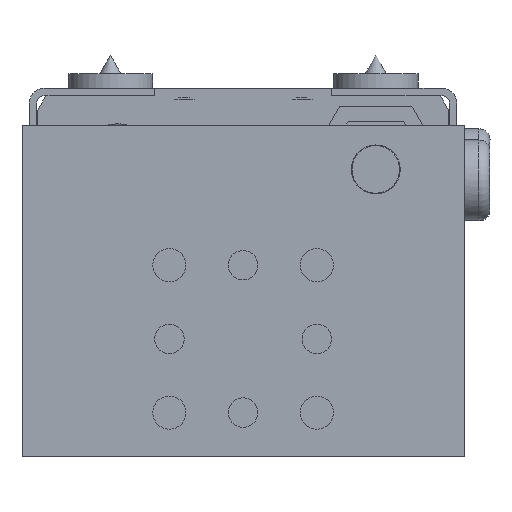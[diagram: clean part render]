
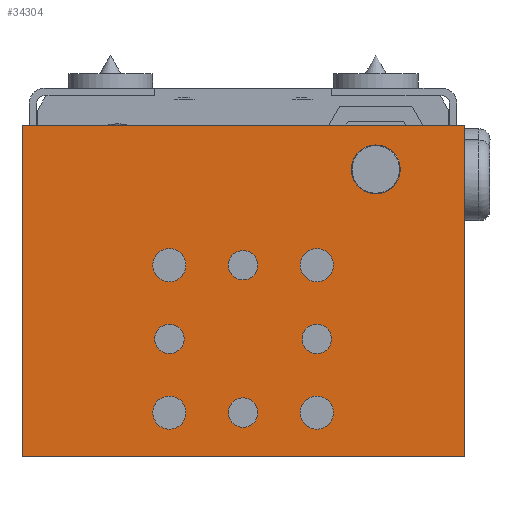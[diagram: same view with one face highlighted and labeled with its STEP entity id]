
A CAD part, left-side view. The second image highlights one B-rep face of the part: STEP entity #34304.
In plain terms, the highlighted face is planar.
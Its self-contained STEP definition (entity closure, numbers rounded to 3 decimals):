
#33787=CARTESIAN_POINT('',(140.,2.,25.));
#33788=VERTEX_POINT('',#33787);
#33789=CARTESIAN_POINT('',(140.,0.,25.));
#33790=DIRECTION('',(-1.0,0.0,0.0));
#33791=DIRECTION('',(0.0,-1.0,0.0));
#33792=AXIS2_PLACEMENT_3D('',#33789,#33790,#33791);
#33793=CIRCLE('',#33792,2.0);
#33794=EDGE_CURVE('',#33788,#33788,#33793,.T.);
#33807=CARTESIAN_POINT('',(140.,12.,15.));
#33808=VERTEX_POINT('',#33807);
#33809=CARTESIAN_POINT('',(140.,10.,15.));
#33810=DIRECTION('',(-1.0,0.0,0.0));
#33811=DIRECTION('',(0.0,-1.0,0.0));
#33812=AXIS2_PLACEMENT_3D('',#33809,#33810,#33811);
#33813=CIRCLE('',#33812,2.0);
#33814=EDGE_CURVE('',#33808,#33808,#33813,.T.);
#33827=CARTESIAN_POINT('',(140.,-8.,15.));
#33828=VERTEX_POINT('',#33827);
#33829=CARTESIAN_POINT('',(140.,-10.,15.));
#33830=DIRECTION('',(-1.0,0.0,0.0));
#33831=DIRECTION('',(0.0,-1.0,0.0));
#33832=AXIS2_PLACEMENT_3D('',#33829,#33830,#33831);
#33833=CIRCLE('',#33832,2.0);
#33834=EDGE_CURVE('',#33828,#33828,#33833,.T.);
#33847=CARTESIAN_POINT('',(140.,2.,5.));
#33848=VERTEX_POINT('',#33847);
#33849=CARTESIAN_POINT('',(140.,0.,5.));
#33850=DIRECTION('',(-1.0,0.0,0.0));
#33851=DIRECTION('',(0.0,-1.0,0.0));
#33852=AXIS2_PLACEMENT_3D('',#33849,#33850,#33851);
#33853=CIRCLE('',#33852,2.0);
#33854=EDGE_CURVE('',#33848,#33848,#33853,.T.);
#33907=CARTESIAN_POINT('',(140.,12.25,25.));
#33908=VERTEX_POINT('',#33907);
#33909=CARTESIAN_POINT('',(140.,10.,25.));
#33910=DIRECTION('',(-1.0,0.0,0.0));
#33911=DIRECTION('',(0.0,-1.0,0.0));
#33912=AXIS2_PLACEMENT_3D('',#33909,#33910,#33911);
#33913=CIRCLE('',#33912,2.25);
#33914=EDGE_CURVE('',#33908,#33908,#33913,.T.);
#33967=CARTESIAN_POINT('',(140.,-7.75,5.));
#33968=VERTEX_POINT('',#33967);
#33969=CARTESIAN_POINT('',(140.,-10.,5.));
#33970=DIRECTION('',(-1.0,0.0,0.0));
#33971=DIRECTION('',(0.0,-1.0,0.0));
#33972=AXIS2_PLACEMENT_3D('',#33969,#33970,#33971);
#33973=CIRCLE('',#33972,2.25);
#33974=EDGE_CURVE('',#33968,#33968,#33973,.T.);
#34027=CARTESIAN_POINT('',(140.,-7.75,25.));
#34028=VERTEX_POINT('',#34027);
#34029=CARTESIAN_POINT('',(140.,-10.,25.));
#34030=DIRECTION('',(-1.0,0.0,0.0));
#34031=DIRECTION('',(0.0,-1.0,0.0));
#34032=AXIS2_PLACEMENT_3D('',#34029,#34030,#34031);
#34033=CIRCLE('',#34032,2.25);
#34034=EDGE_CURVE('',#34028,#34028,#34033,.T.);
#34087=CARTESIAN_POINT('',(140.,12.25,5.));
#34088=VERTEX_POINT('',#34087);
#34089=CARTESIAN_POINT('',(140.,10.,5.));
#34090=DIRECTION('',(-1.0,0.0,0.0));
#34091=DIRECTION('',(0.0,-1.0,0.0));
#34092=AXIS2_PLACEMENT_3D('',#34089,#34090,#34091);
#34093=CIRCLE('',#34092,2.25);
#34094=EDGE_CURVE('',#34088,#34088,#34093,.T.);
#34158=CARTESIAN_POINT('',(140.,21.324,38.));
#34159=VERTEX_POINT('',#34158);
#34160=CARTESIAN_POINT('',(140.,18.,38.));
#34161=DIRECTION('',(-1.0,0.0,0.0));
#34162=DIRECTION('',(0.0,-1.0,0.0));
#34163=AXIS2_PLACEMENT_3D('',#34160,#34161,#34162);
#34164=CIRCLE('',#34163,3.324);
#34165=EDGE_CURVE('',#34159,#34159,#34164,.T.);
#34215=CARTESIAN_POINT('',(140.,30.,44.));
#34216=VERTEX_POINT('',#34215);
#34223=CARTESIAN_POINT('',(140.,30.,-1.));
#34224=VERTEX_POINT('',#34223);
#34225=CARTESIAN_POINT('',(140.,30.,44.));
#34226=DIRECTION('',(0.0,0.0,-1.0));
#34227=VECTOR('',#34226,45.);
#34228=LINE('',#34225,#34227);
#34229=EDGE_CURVE('',#34216,#34224,#34228,.T.);
#34247=CARTESIAN_POINT('',(140.,0.,21.5));
#34248=DIRECTION('',(-1.0,0.0,0.0));
#34249=DIRECTION('',(0.0,-1.0,0.0));
#34250=AXIS2_PLACEMENT_3D('',#34247,#34248,#34249);
#34251=PLANE('',#34250);
#34252=CARTESIAN_POINT('',(140.,-30.,-1.));
#34253=VERTEX_POINT('',#34252);
#34254=CARTESIAN_POINT('',(140.,-30.,44.));
#34255=VERTEX_POINT('',#34254);
#34256=CARTESIAN_POINT('',(140.,-30.,-1.));
#34257=DIRECTION('',(0.0,0.0,1.0));
#34258=VECTOR('',#34257,45.0);
#34259=LINE('',#34256,#34258);
#34260=EDGE_CURVE('',#34253,#34255,#34259,.T.);
#34261=ORIENTED_EDGE('',*,*,#34260,.F.);
#34262=CARTESIAN_POINT('',(140.,30.,-1.));
#34263=DIRECTION('',(0.0,-1.0,0.0));
#34264=VECTOR('',#34263,60.0);
#34265=LINE('',#34262,#34264);
#34266=EDGE_CURVE('',#34224,#34253,#34265,.T.);
#34267=ORIENTED_EDGE('',*,*,#34266,.F.);
#34268=ORIENTED_EDGE('',*,*,#34229,.F.);
#34269=CARTESIAN_POINT('',(140.,-30.,44.));
#34270=DIRECTION('',(0.0,1.0,0.0));
#34271=VECTOR('',#34270,60.0);
#34272=LINE('',#34269,#34271);
#34273=EDGE_CURVE('',#34255,#34216,#34272,.T.);
#34274=ORIENTED_EDGE('',*,*,#34273,.F.);
#34275=EDGE_LOOP('',(#34261,#34267,#34268,#34274));
#34276=FACE_OUTER_BOUND('',#34275,.T.);
#34277=ORIENTED_EDGE('',*,*,#33794,.T.);
#34278=EDGE_LOOP('',(#34277));
#34279=FACE_BOUND('',#34278,.T.);
#34280=ORIENTED_EDGE('',*,*,#33814,.T.);
#34281=EDGE_LOOP('',(#34280));
#34282=FACE_BOUND('',#34281,.T.);
#34283=ORIENTED_EDGE('',*,*,#33834,.T.);
#34284=EDGE_LOOP('',(#34283));
#34285=FACE_BOUND('',#34284,.T.);
#34286=ORIENTED_EDGE('',*,*,#33854,.T.);
#34287=EDGE_LOOP('',(#34286));
#34288=FACE_BOUND('',#34287,.T.);
#34289=ORIENTED_EDGE('',*,*,#33914,.T.);
#34290=EDGE_LOOP('',(#34289));
#34291=FACE_BOUND('',#34290,.T.);
#34292=ORIENTED_EDGE('',*,*,#33974,.T.);
#34293=EDGE_LOOP('',(#34292));
#34294=FACE_BOUND('',#34293,.T.);
#34295=ORIENTED_EDGE('',*,*,#34034,.T.);
#34296=EDGE_LOOP('',(#34295));
#34297=FACE_BOUND('',#34296,.T.);
#34298=ORIENTED_EDGE('',*,*,#34094,.T.);
#34299=EDGE_LOOP('',(#34298));
#34300=FACE_BOUND('',#34299,.T.);
#34301=ORIENTED_EDGE('',*,*,#34165,.T.);
#34302=EDGE_LOOP('',(#34301));
#34303=FACE_BOUND('',#34302,.T.);
#34304=ADVANCED_FACE('',(#34276,#34279,#34282,#34285,#34288,#34291,#34294,#34297,#34300,#34303),#34251,.F.);
